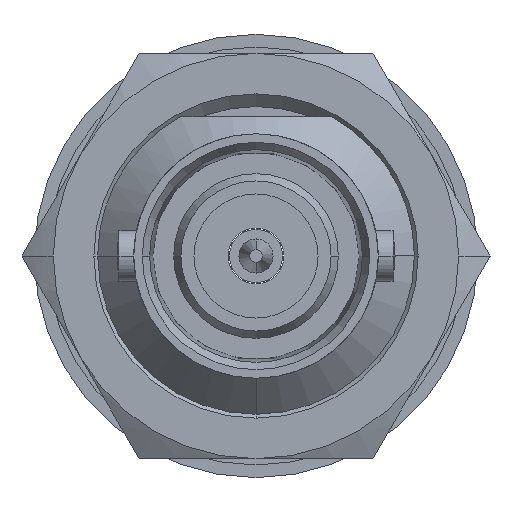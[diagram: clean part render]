
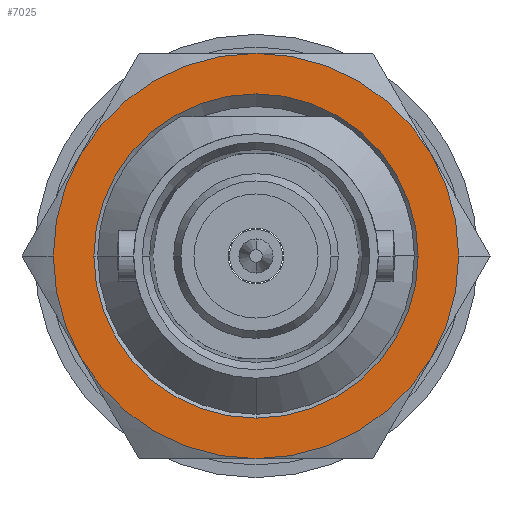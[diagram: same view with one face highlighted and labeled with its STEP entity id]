
A CAD part, left-side view. The second image highlights one B-rep face of the part: STEP entity #7025.
In plain terms, the highlighted planar face has unit normal (-1, 0, 0).
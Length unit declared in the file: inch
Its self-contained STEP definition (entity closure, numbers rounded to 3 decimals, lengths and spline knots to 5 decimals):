
#7 = DIRECTION ( 'NONE',  ( 0., -1., 0. ) ) ;
#21 = CARTESIAN_POINT ( 'NONE',  ( 0., 0., 0. ) ) ;
#49 = DIRECTION ( 'NONE',  ( 1., 0., 0. ) ) ;
#140 = CIRCLE ( 'NONE', #1320, 0.31496 ) ;
#143 = EDGE_CURVE ( 'NONE', #3623, #5211, #6272, .T. ) ;
#195 = VERTEX_POINT ( 'NONE', #735 ) ;
#205 = DIRECTION ( 'NONE',  ( -1., 0., 0. ) ) ;
#420 = DIRECTION ( 'NONE',  ( -1., 0., 0. ) ) ;
#427 = CARTESIAN_POINT ( 'NONE',  ( 0., 0.25197, 0. ) ) ;
#439 = VERTEX_POINT ( 'NONE', #2031 ) ;
#470 = AXIS2_PLACEMENT_3D ( 'NONE', #6801, #3864, #6116 ) ;
#573 = EDGE_CURVE ( 'NONE', #2592, #3623, #1643, .T. ) ;
#601 = CIRCLE ( 'NONE', #4016, 0.31496 ) ;
#602 = AXIS2_PLACEMENT_3D ( 'NONE', #4633, #205, #2380 ) ;
#614 = CARTESIAN_POINT ( 'NONE',  ( 0., 0., -0.25197 ) ) ;
#714 = CARTESIAN_POINT ( 'NONE',  ( 0., 0., 0. ) ) ;
#735 = CARTESIAN_POINT ( 'NONE',  ( 0., 0.27276, 0.15748 ) ) ;
#832 = DIRECTION ( 'NONE',  ( 1., 0., 0. ) ) ;
#866 = ORIENTED_EDGE ( 'NONE', *, *, #143, .T. ) ;
#899 = EDGE_CURVE ( 'NONE', #5211, #2592, #1535, .T. ) ;
#1028 = EDGE_CURVE ( 'NONE', #4433, #5306, #4242, .T. ) ;
#1043 = CIRCLE ( 'NONE', #3276, 0.31496 ) ;
#1049 = DIRECTION ( 'NONE',  ( 1., 0., 0. ) ) ;
#1115 = ORIENTED_EDGE ( 'NONE', *, *, #1795, .T. ) ;
#1267 = DIRECTION ( 'NONE',  ( 1., 0., 0. ) ) ;
#1320 = AXIS2_PLACEMENT_3D ( 'NONE', #3987, #49, #3393 ) ;
#1504 = CARTESIAN_POINT ( 'NONE',  ( 0., -0.31496, 0. ) ) ;
#1535 = CIRCLE ( 'NONE', #6228, 0.25197 ) ;
#1643 = CIRCLE ( 'NONE', #470, 0.25197 ) ;
#1669 = PLANE ( 'NONE',  #4566 ) ;
#1734 = CARTESIAN_POINT ( 'NONE',  ( 0., -0.25197, 0. ) ) ;
#1795 = EDGE_CURVE ( 'NONE', #4433, #6557, #5780, .T. ) ;
#1805 = ORIENTED_EDGE ( 'NONE', *, *, #3460, .T. ) ;
#1875 = VERTEX_POINT ( 'NONE', #6358 ) ;
#2031 = CARTESIAN_POINT ( 'NONE',  ( 0., 0., 0.31496 ) ) ;
#2091 = DIRECTION ( 'NONE',  ( 0., 1., 0. ) ) ;
#2109 = EDGE_CURVE ( 'NONE', #195, #439, #601, .T. ) ;
#2130 = CARTESIAN_POINT ( 'NONE',  ( 0., 0., 0. ) ) ;
#2168 = DIRECTION ( 'NONE',  ( 0., 0.866, 0.5 ) ) ;
#2380 = DIRECTION ( 'NONE',  ( 0., -0.866, -0.5 ) ) ;
#2531 = EDGE_CURVE ( 'NONE', #5306, #3328, #140, .T. ) ;
#2592 = VERTEX_POINT ( 'NONE', #1734 ) ;
#2632 = CARTESIAN_POINT ( 'NONE',  ( 0., -0.27276, -0.15748 ) ) ;
#3045 = AXIS2_PLACEMENT_3D ( 'NONE', #21, #1049, #5002 ) ;
#3187 = CARTESIAN_POINT ( 'NONE',  ( 0., -0.27276, 0.15748 ) ) ;
#3276 = AXIS2_PLACEMENT_3D ( 'NONE', #3831, #5369, #4902 ) ;
#3322 = FACE_OUTER_BOUND ( 'NONE', #5679, .T. ) ;
#3328 = VERTEX_POINT ( 'NONE', #3455 ) ;
#3354 = DIRECTION ( 'NONE',  ( 1., 0., 0. ) ) ;
#3391 = AXIS2_PLACEMENT_3D ( 'NONE', #5216, #4039, #5769 ) ;
#3393 = DIRECTION ( 'NONE',  ( 0., 0., -1. ) ) ;
#3435 = ORIENTED_EDGE ( 'NONE', *, *, #2109, .F. ) ;
#3455 = CARTESIAN_POINT ( 'NONE',  ( 0., 0.27276, -0.15748 ) ) ;
#3460 = EDGE_CURVE ( 'NONE', #1875, #3328, #1043, .T. ) ;
#3623 = VERTEX_POINT ( 'NONE', #614 ) ;
#3824 = EDGE_CURVE ( 'NONE', #6557, #5158, #5520, .T. ) ;
#3831 = CARTESIAN_POINT ( 'NONE',  ( 0., 0., 0. ) ) ;
#3834 = ORIENTED_EDGE ( 'NONE', *, *, #6842, .T. ) ;
#3864 = DIRECTION ( 'NONE',  ( 1., 0., 0. ) ) ;
#3984 = CARTESIAN_POINT ( 'NONE',  ( 0., 0., -0.31496 ) ) ;
#3987 = CARTESIAN_POINT ( 'NONE',  ( 0., 0., 0. ) ) ;
#3999 = AXIS2_PLACEMENT_3D ( 'NONE', #714, #1267, #4547 ) ;
#4016 = AXIS2_PLACEMENT_3D ( 'NONE', #5889, #832, #2168 ) ;
#4039 = DIRECTION ( 'NONE',  ( -1., 0., 0. ) ) ;
#4101 = EDGE_CURVE ( 'NONE', #439, #5158, #5527, .T. ) ;
#4242 = CIRCLE ( 'NONE', #3999, 0.31496 ) ;
#4252 = EDGE_LOOP ( 'NONE', ( #6136, #866, #5110 ) ) ;
#4339 = DIRECTION ( 'NONE',  ( 1., 0., 0. ) ) ;
#4390 = ORIENTED_EDGE ( 'NONE', *, *, #2531, .F. ) ;
#4433 = VERTEX_POINT ( 'NONE', #2632 ) ;
#4547 = DIRECTION ( 'NONE',  ( 0., -0.866, -0.5 ) ) ;
#4566 = AXIS2_PLACEMENT_3D ( 'NONE', #5708, #3354, #5572 ) ;
#4609 = FACE_BOUND ( 'NONE', #4252, .T. ) ;
#4633 = CARTESIAN_POINT ( 'NONE',  ( 0., 0., 0. ) ) ;
#4788 = ORIENTED_EDGE ( 'NONE', *, *, #4101, .F. ) ;
#4902 = DIRECTION ( 'NONE',  ( 0., 0.866, 0.5 ) ) ;
#5002 = DIRECTION ( 'NONE',  ( 0., 0., 1. ) ) ;
#5020 = CARTESIAN_POINT ( 'NONE',  ( 0., 0., 0. ) ) ;
#5110 = ORIENTED_EDGE ( 'NONE', *, *, #899, .T. ) ;
#5158 = VERTEX_POINT ( 'NONE', #3187 ) ;
#5211 = VERTEX_POINT ( 'NONE', #427 ) ;
#5216 = CARTESIAN_POINT ( 'NONE',  ( 0., 0., 0. ) ) ;
#5306 = VERTEX_POINT ( 'NONE', #3984 ) ;
#5369 = DIRECTION ( 'NONE',  ( -1., 0., 0. ) ) ;
#5520 = CIRCLE ( 'NONE', #3391, 0.31496 ) ;
#5527 = CIRCLE ( 'NONE', #3045, 0.31496 ) ;
#5572 = DIRECTION ( 'NONE',  ( 0., 1., 0. ) ) ;
#5679 = EDGE_LOOP ( 'NONE', ( #4390, #6390, #1115, #6990, #4788, #3435, #3834, #1805 ) ) ;
#5708 = CARTESIAN_POINT ( 'NONE',  ( 0., 0., 0. ) ) ;
#5769 = DIRECTION ( 'NONE',  ( 0., -0.866, -0.5 ) ) ;
#5780 = CIRCLE ( 'NONE', #602, 0.31496 ) ;
#5861 = AXIS2_PLACEMENT_3D ( 'NONE', #6019, #420, #7098 ) ;
#5889 = CARTESIAN_POINT ( 'NONE',  ( 0., 0., 0. ) ) ;
#6019 = CARTESIAN_POINT ( 'NONE',  ( 0., 0., 0. ) ) ;
#6053 = AXIS2_PLACEMENT_3D ( 'NONE', #5020, #6774, #7 ) ;
#6116 = DIRECTION ( 'NONE',  ( 0., -1., 0. ) ) ;
#6136 = ORIENTED_EDGE ( 'NONE', *, *, #573, .T. ) ;
#6210 = CIRCLE ( 'NONE', #5861, 0.31496 ) ;
#6228 = AXIS2_PLACEMENT_3D ( 'NONE', #2130, #4339, #2091 ) ;
#6272 = CIRCLE ( 'NONE', #6053, 0.25197 ) ;
#6358 = CARTESIAN_POINT ( 'NONE',  ( 0., 0.31496, 0. ) ) ;
#6390 = ORIENTED_EDGE ( 'NONE', *, *, #1028, .F. ) ;
#6557 = VERTEX_POINT ( 'NONE', #1504 ) ;
#6774 = DIRECTION ( 'NONE',  ( 1., 0., 0. ) ) ;
#6801 = CARTESIAN_POINT ( 'NONE',  ( 0., 0., 0. ) ) ;
#6842 = EDGE_CURVE ( 'NONE', #195, #1875, #6210, .T. ) ;
#6990 = ORIENTED_EDGE ( 'NONE', *, *, #3824, .T. ) ;
#7025 = ADVANCED_FACE ( 'NONE', ( #4609, #3322 ), #1669, .F. ) ;
#7098 = DIRECTION ( 'NONE',  ( 0., 0.866, 0.5 ) ) ;
